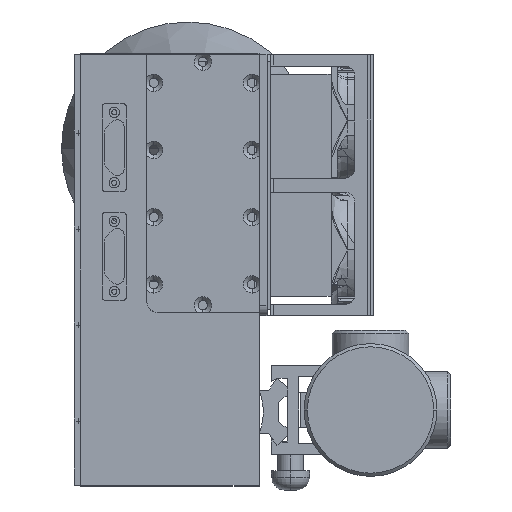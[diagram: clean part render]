
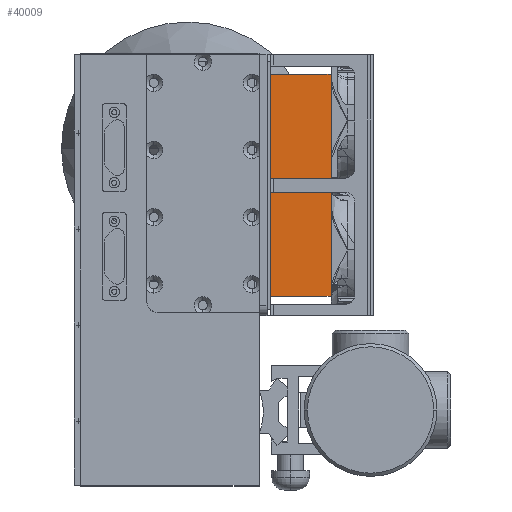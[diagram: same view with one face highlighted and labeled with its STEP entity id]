
A CAD part, left-side view. The second image highlights one B-rep face of the part: STEP entity #40009.
In plain terms, the highlighted planar face has unit normal (-1, 0, 0).
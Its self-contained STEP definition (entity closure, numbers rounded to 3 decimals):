
#1170 = ORIENTED_EDGE ( 'NONE', *, *, #24747, .F. ) ;
#1181 = EDGE_CURVE ( 'NONE', #32176, #27441, #2025, .T. ) ;
#1877 = CARTESIAN_POINT ( 'NONE',  ( 123.061, -4.217, 170.173 ) ) ;
#2025 = LINE ( 'NONE', #54388, #12484 ) ;
#5160 = CARTESIAN_POINT ( 'NONE',  ( 123.061, 15.783, 239.673 ) ) ;
#7384 = VERTEX_POINT ( 'NONE', #26585 ) ;
#7620 = AXIS2_PLACEMENT_3D ( 'NONE', #43559, #17478, #58641 ) ;
#7877 = CARTESIAN_POINT ( 'NONE',  ( 123.061, 15.783, 170.173 ) ) ;
#9284 = EDGE_LOOP ( 'NONE', ( #1170, #35453, #22750, #23624 ) ) ;
#11711 = VECTOR ( 'NONE', #41494, 1000. ) ;
#12484 = VECTOR ( 'NONE', #55067, 1000. ) ;
#17461 = LINE ( 'NONE', #29869, #37615 ) ;
#17478 = DIRECTION ( 'NONE',  ( 1., 0., 0. ) ) ;
#20594 = DIRECTION ( 'NONE',  ( 0., 0., 1. ) ) ;
#21010 = LINE ( 'NONE', #29237, #50058 ) ;
#22750 = ORIENTED_EDGE ( 'NONE', *, *, #1181, .F. ) ;
#23100 = PLANE ( 'NONE',  #7620 ) ;
#23624 = ORIENTED_EDGE ( 'NONE', *, *, #57485, .T. ) ;
#24747 = EDGE_CURVE ( 'NONE', #36327, #7384, #17461, .T. ) ;
#26585 = CARTESIAN_POINT ( 'NONE',  ( 123.061, -4.217, 239.673 ) ) ;
#27441 = VERTEX_POINT ( 'NONE', #7877 ) ;
#29237 = CARTESIAN_POINT ( 'NONE',  ( 123.061, -4.217, 245.673 ) ) ;
#29869 = CARTESIAN_POINT ( 'NONE',  ( 123.061, 101.297, 239.673 ) ) ;
#32176 = VERTEX_POINT ( 'NONE', #1877 ) ;
#35453 = ORIENTED_EDGE ( 'NONE', *, *, #58270, .T. ) ;
#36327 = VERTEX_POINT ( 'NONE', #5160 ) ;
#37615 = VECTOR ( 'NONE', #65817, 1000. ) ;
#40009 = ADVANCED_FACE ( 'NONE', ( #66636 ), #23100, .F. ) ;
#41494 = DIRECTION ( 'NONE',  ( 0., 0., -1. ) ) ;
#43559 = CARTESIAN_POINT ( 'NONE',  ( 123.061, 101.297, 245.673 ) ) ;
#46920 = CARTESIAN_POINT ( 'NONE',  ( 123.061, 15.783, 245.673 ) ) ;
#50058 = VECTOR ( 'NONE', #20594, 1000. ) ;
#54388 = CARTESIAN_POINT ( 'NONE',  ( 123.061, 101.297, 170.173 ) ) ;
#55067 = DIRECTION ( 'NONE',  ( 0., 1., 0. ) ) ;
#57485 = EDGE_CURVE ( 'NONE', #32176, #7384, #21010, .T. ) ;
#58270 = EDGE_CURVE ( 'NONE', #36327, #27441, #65627, .T. ) ;
#58641 = DIRECTION ( 'NONE',  ( 0., -1., 0. ) ) ;
#65627 = LINE ( 'NONE', #46920, #11711 ) ;
#65817 = DIRECTION ( 'NONE',  ( 0., -1., 0. ) ) ;
#66636 = FACE_OUTER_BOUND ( 'NONE', #9284, .T. ) ;
